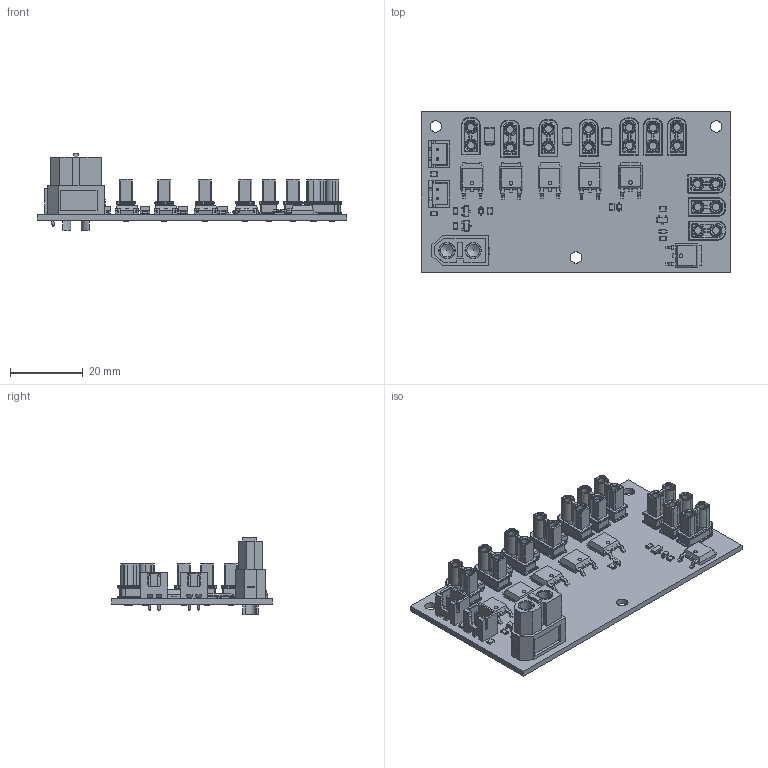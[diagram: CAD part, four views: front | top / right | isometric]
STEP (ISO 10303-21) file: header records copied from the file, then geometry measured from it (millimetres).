
FILE_DESCRIPTION(('KiCad electronic assembly'),'2;1');
FILE_NAME('power_hub.step','2024-12-08T18:03:18',('Pcbnew'),('Kicad'), 'Open CASCADE STEP processor 7.7','KiCad to STEP converter','Unknown' );
FILE_SCHEMA(('AUTOMOTIVE_DESIGN { 1 0 10303 214 1 1 1 1 }'));
Length unit declared in the file: millimetre
Products named in the file (18): power_hub 1; Amass_XT30UPB-F; ASSEMBLY; D_SMA; R_0805_2012Metric; SOT-23; SOT_23; TO-252-2; CQ assembly; D_SOD-323; D_SOD_323; AMASS_XT60-F_1x02_P7.2mm_Vertical; XT60 female v5; JST_XH_B2B-XH-A_1x02_P2.50mm_Vertical; JST_B2B_XH_A; power_hub_PCB
Assembly tree (46 placements, depth 3):
  power_hub 1
    Amass_XT30UPB-F  x10
      ASSEMBLY
    D_SMA  x4
      D_SMA
    R_0805_2012Metric  x8
      R_0805_2012Metric
    SOT-23  x3
      SOT_23
    TO-252-2  x6
      CQ assembly
    D_SOD-323  x3
      D_SOD_323
    AMASS_XT60-F_1x02_P7.2mm_Vertical
      XT60 female v5
    JST_XH_B2B-XH-A_1x02_P2.50mm_Vertical  x2
      JST_B2B_XH_A
    power_hub_PCB
Bounding box: 85 x 44 x 21.2 mm (x, y, z)
Volume: 10212.7 mm3; surface area: 20908.4 mm2
Topology: 84 solids, 84 shells, 3266 faces, 7947 edges, 4798 vertices
Faces by surface type: plane 1574, cylinder 1009, torus 300, bspline 199, sphere 80, revolution 60, cone 44
Full cylindrical faces by diameter (mm): 1 x10, 1.2 x2, 1.5 x20, 2 x20, 2.4 x40, 2.7 x20, 3 x2, 3.2 x3, 3.5 x2, 4.3 x4, 4.5 x4, 6 x2
Entity records: 22951 total; most frequent: CARTESIAN_POINT 4429, ORIENTED_EDGE 3292, DIRECTION 3264, EDGE_CURVE 1646, LINE 1146, VECTOR 1146, AXIS2_PLACEMENT_3D 1056, VERTEX_POINT 1035
